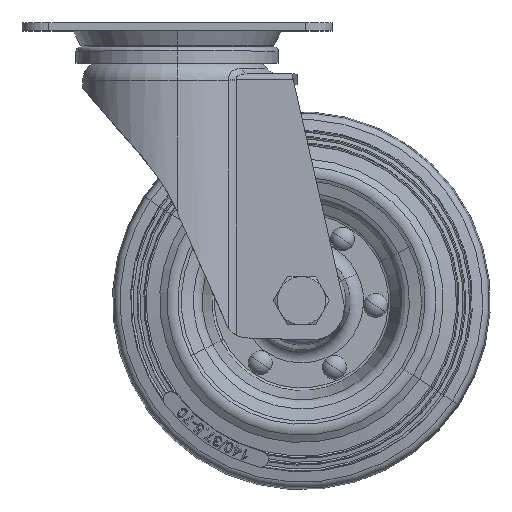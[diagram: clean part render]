
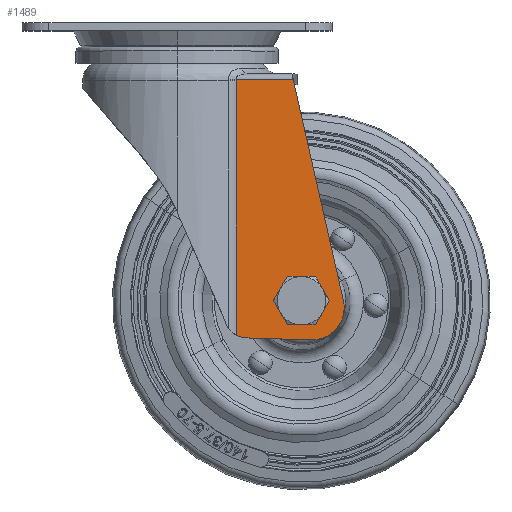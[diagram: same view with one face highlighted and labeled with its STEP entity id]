
A CAD part, top view. The second image highlights one B-rep face of the part: STEP entity #1489.
In plain terms, the highlighted planar face has unit normal (0, 0, 1).
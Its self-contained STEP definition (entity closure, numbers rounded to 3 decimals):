
#39 = CARTESIAN_POINT ( 'NONE',  ( 21.857, -21.333, 28.5 ) ) ;
#282 = DIRECTION ( 'NONE',  ( 0., 0., 1. ) ) ;
#467 = VERTEX_POINT ( 'NONE', #8486 ) ;
#536 = ORIENTED_EDGE ( 'NONE', *, *, #13345, .F. ) ;
#662 = VERTEX_POINT ( 'NONE', #8683 ) ;
#942 = DIRECTION ( 'NONE',  ( -1., 0., 0. ) ) ;
#1124 = DIRECTION ( 'NONE',  ( 0., 0., 1. ) ) ;
#1232 = EDGE_LOOP ( 'NONE', ( #18280, #27808 ) ) ;
#1438 = DIRECTION ( 'NONE',  ( -1., 0.031, 0. ) ) ;
#1489 = ADVANCED_FACE ( 'NONE', ( #21014, #24130 ), #11721, .T. ) ;
#2692 = DIRECTION ( 'NONE',  ( 1., 0., 0. ) ) ;
#2867 = AXIS2_PLACEMENT_3D ( 'NONE', #9842, #1124, #5589 ) ;
#3191 = CARTESIAN_POINT ( 'NONE',  ( 52.1, -103., 28.5 ) ) ;
#3762 = CARTESIAN_POINT ( 'NONE',  ( 65., -118., 28.5 ) ) ;
#3924 = EDGE_CURVE ( 'NONE', #467, #26421, #18702, .T. ) ;
#4081 = ORIENTED_EDGE ( 'NONE', *, *, #5352, .T. ) ;
#4581 = EDGE_CURVE ( 'NONE', #19206, #5129, #5532, .T. ) ;
#4777 = CARTESIAN_POINT ( 'NONE',  ( 21.851, -21.166, 28.5 ) ) ;
#5129 = VERTEX_POINT ( 'NONE', #3191 ) ;
#5141 = VERTEX_POINT ( 'NONE', #22942 ) ;
#5352 = EDGE_CURVE ( 'NONE', #26421, #5141, #26855, .T. ) ;
#5532 = CIRCLE ( 'NONE', #2867, 6.1 ) ;
#5589 = DIRECTION ( 'NONE',  ( 1., 0., 0. ) ) ;
#5667 = CARTESIAN_POINT ( 'NONE',  ( 39.9, -103., 28.5 ) ) ;
#5702 = DIRECTION ( 'NONE',  ( 0.222, -0.975, 0. ) ) ;
#6186 = EDGE_LOOP ( 'NONE', ( #7495, #25887, #11096, #4081, #536, #13523, #17606, #8400 ) ) ;
#6373 = EDGE_CURVE ( 'NONE', #5129, #19206, #10255, .T. ) ;
#6798 = CARTESIAN_POINT ( 'NONE',  ( 21.857, -21.5, 28.5 ) ) ;
#7107 = DIRECTION ( 'NONE',  ( 0., 0., 1. ) ) ;
#7192 = VECTOR ( 'NONE', #1438, 1000. ) ;
#7495 = ORIENTED_EDGE ( 'NONE', *, *, #11263, .T. ) ;
#8400 = ORIENTED_EDGE ( 'NONE', *, *, #22526, .F. ) ;
#8401 = CARTESIAN_POINT ( 'NONE',  ( 21.839, -21., 28.5 ) ) ;
#8486 = CARTESIAN_POINT ( 'NONE',  ( 21.857, -21.5, 28.5 ) ) ;
#8683 = CARTESIAN_POINT ( 'NONE',  ( 42.955, -21., 28.5 ) ) ;
#9039 = DIRECTION ( 'NONE',  ( 1., 0., 0. ) ) ;
#9194 = VERTEX_POINT ( 'NONE', #13527 ) ;
#9530 = B_SPLINE_CURVE_WITH_KNOTS ( 'NONE', 3,
 ( #22132, #4777, #39, #6798 ),
 .UNSPECIFIED., .F., .F.,
 ( 4, 4 ),
 ( 0., 0.001 ),
 .UNSPECIFIED. ) ;
#9842 = CARTESIAN_POINT ( 'NONE',  ( 46., -103., 28.5 ) ) ;
#9864 = CARTESIAN_POINT ( 'NONE',  ( 42.5, -19., 28.5 ) ) ;
#10113 = EDGE_CURVE ( 'NONE', #15612, #9194, #16965, .T. ) ;
#10255 = CIRCLE ( 'NONE', #15023, 6.1 ) ;
#10351 = VERTEX_POINT ( 'NONE', #26132 ) ;
#11096 = ORIENTED_EDGE ( 'NONE', *, *, #3924, .T. ) ;
#11263 = EDGE_CURVE ( 'NONE', #662, #22615, #25151, .T. ) ;
#11528 = EDGE_CURVE ( 'NONE', #9194, #10351, #23242, .T. ) ;
#11574 = CARTESIAN_POINT ( 'NONE',  ( 49.86, -105.528, 28.5 ) ) ;
#11721 = PLANE ( 'NONE',  #24213 ) ;
#11990 = AXIS2_PLACEMENT_3D ( 'NONE', #15909, #282, #2692 ) ;
#12095 = CARTESIAN_POINT ( 'NONE',  ( 46., -103., 28.5 ) ) ;
#13345 = EDGE_CURVE ( 'NONE', #15612, #5141, #15125, .T. ) ;
#13523 = ORIENTED_EDGE ( 'NONE', *, *, #10113, .T. ) ;
#13527 = CARTESIAN_POINT ( 'NONE',  ( 61.86, -105.528, 28.5 ) ) ;
#13976 = DIRECTION ( 'NONE',  ( 1., 0., 0. ) ) ;
#15023 = AXIS2_PLACEMENT_3D ( 'NONE', #12095, #22768, #13976 ) ;
#15125 = LINE ( 'NONE', #3762, #7192 ) ;
#15443 = VECTOR ( 'NONE', #942, 1000. ) ;
#15612 = VERTEX_POINT ( 'NONE', #25292 ) ;
#15760 = DIRECTION ( 'NONE',  ( 0., 0., 1. ) ) ;
#15788 = CARTESIAN_POINT ( 'NONE',  ( 21.857, -19., 28.5 ) ) ;
#15823 = AXIS2_PLACEMENT_3D ( 'NONE', #11574, #7107, #27307 ) ;
#15909 = CARTESIAN_POINT ( 'NONE',  ( 25.709, -108.787, 28.5 ) ) ;
#16275 = VECTOR ( 'NONE', #24781, 1000. ) ;
#16649 = VECTOR ( 'NONE', #5702, 1000. ) ;
#16965 = CIRCLE ( 'NONE', #15823, 12. ) ;
#17606 = ORIENTED_EDGE ( 'NONE', *, *, #11528, .T. ) ;
#18280 = ORIENTED_EDGE ( 'NONE', *, *, #6373, .F. ) ;
#18702 = LINE ( 'NONE', #15788, #16275 ) ;
#19206 = VERTEX_POINT ( 'NONE', #5667 ) ;
#19372 = CARTESIAN_POINT ( 'NONE',  ( 49.86, -105.528, 28.5 ) ) ;
#21014 = FACE_BOUND ( 'NONE', #1232, .T. ) ;
#21705 = EDGE_CURVE ( 'NONE', #22615, #467, #9530, .T. ) ;
#22132 = CARTESIAN_POINT ( 'NONE',  ( 21.839, -21., 28.5 ) ) ;
#22526 = EDGE_CURVE ( 'NONE', #662, #10351, #22532, .T. ) ;
#22532 = LINE ( 'NONE', #9864, #16649 ) ;
#22615 = VERTEX_POINT ( 'NONE', #8401 ) ;
#22768 = DIRECTION ( 'NONE',  ( 0., 0., 1. ) ) ;
#22942 = CARTESIAN_POINT ( 'NONE',  ( 25.463, -116.783, 28.5 ) ) ;
#23242 = CIRCLE ( 'NONE', #24212, 12. ) ;
#24130 = FACE_OUTER_BOUND ( 'NONE', #6186, .T. ) ;
#24212 = AXIS2_PLACEMENT_3D ( 'NONE', #19372, #26134, #25966 ) ;
#24213 = AXIS2_PLACEMENT_3D ( 'NONE', #26877, #15760, #9039 ) ;
#24781 = DIRECTION ( 'NONE',  ( 0., -1., 0. ) ) ;
#24988 = CARTESIAN_POINT ( 'NONE',  ( 19.568, -21., 28.5 ) ) ;
#25151 = LINE ( 'NONE', #24988, #15443 ) ;
#25292 = CARTESIAN_POINT ( 'NONE',  ( 49.49, -117.523, 28.5 ) ) ;
#25887 = ORIENTED_EDGE ( 'NONE', *, *, #21705, .T. ) ;
#25966 = DIRECTION ( 'NONE',  ( 1., 0., 0. ) ) ;
#26132 = CARTESIAN_POINT ( 'NONE',  ( 61.561, -102.869, 28.5 ) ) ;
#26134 = DIRECTION ( 'NONE',  ( 0., 0., 1. ) ) ;
#26421 = VERTEX_POINT ( 'NONE', #27536 ) ;
#26855 = CIRCLE ( 'NONE', #11990, 8. ) ;
#26877 = CARTESIAN_POINT ( 'NONE',  ( 42.5, -19., 28.5 ) ) ;
#27307 = DIRECTION ( 'NONE',  ( 1., 0., 0. ) ) ;
#27536 = CARTESIAN_POINT ( 'NONE',  ( 21.857, -115.799, 28.5 ) ) ;
#27808 = ORIENTED_EDGE ( 'NONE', *, *, #4581, .F. ) ;
